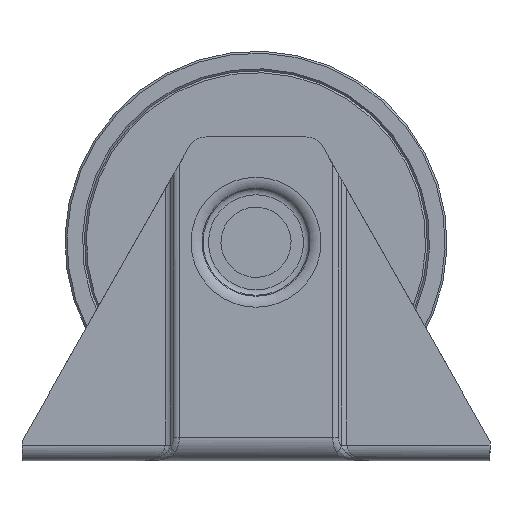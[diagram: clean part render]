
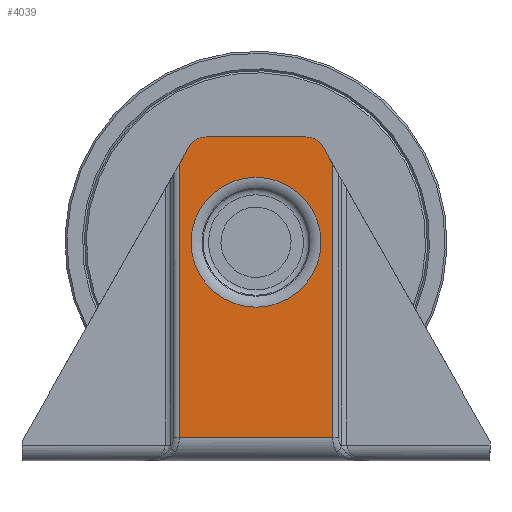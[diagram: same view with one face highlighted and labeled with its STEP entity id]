
A CAD part, front view. The second image highlights one B-rep face of the part: STEP entity #4039.
In plain terms, the highlighted face is planar.
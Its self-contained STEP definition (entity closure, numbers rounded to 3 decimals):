
#236=CIRCLE('',#4405,5.);
#240=CIRCLE('',#4412,5.);
#243=CIRCLE('',#4416,16.657);
#407=FACE_BOUND('',#832,.T.);
#574=FACE_OUTER_BOUND('',#831,.T.);
#831=EDGE_LOOP('',(#3118,#3119,#3120,#3121,#3122,#3123,#3124,#3125));
#832=EDGE_LOOP('',(#3126));
#1276=LINE('',#6788,#1566);
#1280=LINE('',#6810,#1570);
#1281=LINE('',#6812,#1571);
#1282=LINE('',#6814,#1572);
#1283=LINE('',#6816,#1573);
#1284=LINE('',#6817,#1574);
#1566=VECTOR('',#5051,10.);
#1570=VECTOR('',#5077,10.);
#1571=VECTOR('',#5078,10.);
#1572=VECTOR('',#5079,10.);
#1573=VECTOR('',#5080,10.);
#1574=VECTOR('',#5081,10.);
#1853=VERTEX_POINT('',#6762);
#1854=VERTEX_POINT('',#6763);
#1864=VERTEX_POINT('',#6787);
#1865=VERTEX_POINT('',#6791);
#1868=VERTEX_POINT('',#6798);
#1871=VERTEX_POINT('',#6809);
#1872=VERTEX_POINT('',#6811);
#1873=VERTEX_POINT('',#6813);
#1874=VERTEX_POINT('',#6815);
#2305=EDGE_CURVE('',#1853,#1854,#236,.T.);
#2317=EDGE_CURVE('',#1864,#1854,#1276,.T.);
#2319=EDGE_CURVE('',#1864,#1865,#240,.T.);
#2323=EDGE_CURVE('',#1868,#1868,#243,.T.);
#2328=EDGE_CURVE('',#1853,#1871,#1280,.T.);
#2329=EDGE_CURVE('',#1872,#1871,#1281,.T.);
#2330=EDGE_CURVE('',#1873,#1872,#1282,.T.);
#2331=EDGE_CURVE('',#1874,#1873,#1283,.T.);
#2332=EDGE_CURVE('',#1874,#1865,#1284,.T.);
#3118=ORIENTED_EDGE('',*,*,#2305,.F.);
#3119=ORIENTED_EDGE('',*,*,#2328,.T.);
#3120=ORIENTED_EDGE('',*,*,#2329,.F.);
#3121=ORIENTED_EDGE('',*,*,#2330,.F.);
#3122=ORIENTED_EDGE('',*,*,#2331,.F.);
#3123=ORIENTED_EDGE('',*,*,#2332,.T.);
#3124=ORIENTED_EDGE('',*,*,#2319,.F.);
#3125=ORIENTED_EDGE('',*,*,#2317,.T.);
#3126=ORIENTED_EDGE('',*,*,#2323,.F.);
#3908=PLANE('',#4421);
#4039=ADVANCED_FACE('',(#574,#407),#3908,.F.);
#4405=AXIS2_PLACEMENT_3D('',#6764,#5031,#5032);
#4412=AXIS2_PLACEMENT_3D('',#6792,#5055,#5056);
#4416=AXIS2_PLACEMENT_3D('',#6800,#5064,#5065);
#4421=AXIS2_PLACEMENT_3D('',#6808,#5075,#5076);
#5031=DIRECTION('center_axis',(0.,-1.,0.));
#5032=DIRECTION('ref_axis',(0.503,0.,0.864));
#5051=DIRECTION('',(1.,0.,0.));
#5055=DIRECTION('center_axis',(0.,-1.,0.));
#5056=DIRECTION('ref_axis',(-0.503,0.,0.864));
#5064=DIRECTION('center_axis',(0.,1.,0.));
#5065=DIRECTION('ref_axis',(1.,0.,0.));
#5075=DIRECTION('center_axis',(0.,-1.,0.));
#5076=DIRECTION('ref_axis',(0.,0.,-1.));
#5077=DIRECTION('',(0.494,0.,-0.87));
#5078=DIRECTION('',(0.,0.,1.));
#5079=DIRECTION('',(1.,0.,0.));
#5080=DIRECTION('',(0.,0.,-1.));
#5081=DIRECTION('',(0.494,0.,0.87));
#6762=CARTESIAN_POINT('',(17.157,20.,80.468));
#6763=CARTESIAN_POINT('',(12.809,20.,83.));
#6764=CARTESIAN_POINT('Origin',(12.809,20.,78.));
#6787=CARTESIAN_POINT('',(-12.809,20.,83.));
#6788=CARTESIAN_POINT('',(10.25,20.,83.));
#6791=CARTESIAN_POINT('',(-17.157,20.,80.468));
#6792=CARTESIAN_POINT('Origin',(-12.809,20.,78.));
#6798=CARTESIAN_POINT('',(0.,20.,39.343));
#6800=CARTESIAN_POINT('Origin',(0.,20.,56.));
#6808=CARTESIAN_POINT('Origin',(20.5,20.,56.));
#6809=CARTESIAN_POINT('',(19.672,20.,76.039));
#6810=CARTESIAN_POINT('',(44.238,20.,32.764));
#6811=CARTESIAN_POINT('',(19.672,20.,6.));
#6812=CARTESIAN_POINT('',(19.672,20.,56.));
#6813=CARTESIAN_POINT('',(-19.672,20.,6.));
#6814=CARTESIAN_POINT('',(10.25,20.,6.));
#6815=CARTESIAN_POINT('',(-19.672,20.,76.039));
#6816=CARTESIAN_POINT('',(-19.672,20.,56.));
#6817=CARTESIAN_POINT('',(-17.102,20.,80.565));
